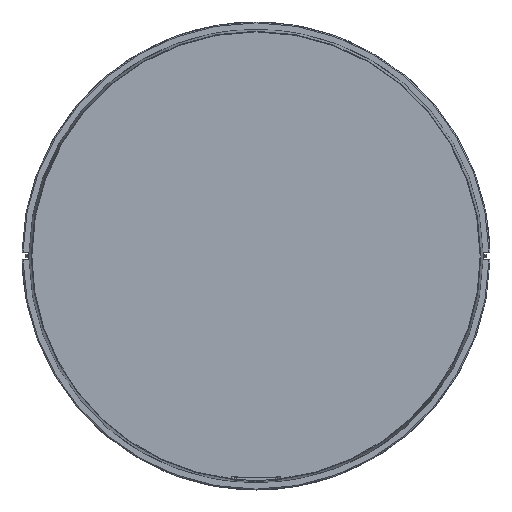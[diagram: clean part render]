
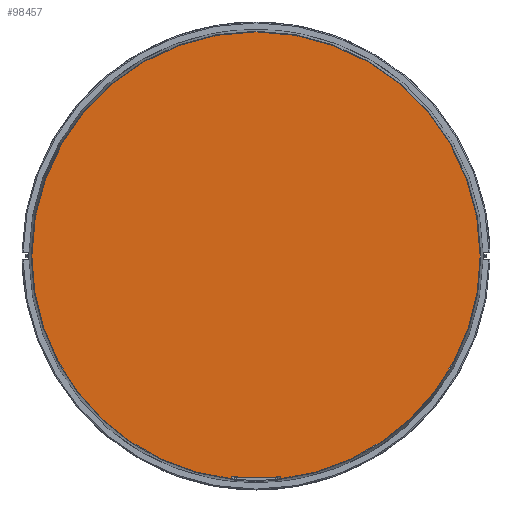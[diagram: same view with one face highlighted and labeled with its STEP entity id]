
A CAD part, left-side view. The second image highlights one B-rep face of the part: STEP entity #98457.
In plain terms, the highlighted planar face has unit normal (-1, 0, 0).
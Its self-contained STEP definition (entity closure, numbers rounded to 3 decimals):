
#97457=CARTESIAN_POINT('Vertex',(0.,74.325,0.)) ;
#97460=CARTESIAN_POINT('Axis2P3D Location',(0.,0.,0.)) ;
#97464=CARTESIAN_POINT('Vertex',(0.,-74.325,0.)) ;
#98372=CARTESIAN_POINT('Axis2P3D Location',(0.,0.,-74.5)) ;
#98377=CARTESIAN_POINT('Axis2P3D Location',(0.,0.,0.)) ;
#98381=CARTESIAN_POINT('Vertex',(0.,-8.222,-73.869)) ;
#98384=CARTESIAN_POINT('Axis2P3D Location',(0.,0.,0.)) ;
#98388=CARTESIAN_POINT('Vertex',(0.,8.222,-73.869)) ;
#98391=CARTESIAN_POINT('Axis2P3D Location',(0.,0.,0.)) ;
#98395=CARTESIAN_POINT('Vertex',(0.,8.216,-73.869)) ;
#98399=CARTESIAN_POINT('Control Point',(0.,8.216,-73.869)) ;
#98400=CARTESIAN_POINT('Control Point',(0.,8.201,-73.871)) ;
#98401=CARTESIAN_POINT('Control Point',(0.,8.186,-73.87)) ;
#98402=CARTESIAN_POINT('Control Point',(0.,8.17,-73.869)) ;
#98403=CARTESIAN_POINT('Control Point',(0.,8.152,-73.864)) ;
#98404=CARTESIAN_POINT('Control Point',(0.,8.135,-73.857)) ;
#98405=CARTESIAN_POINT('Control Point',(0.,8.131,-73.855)) ;
#98406=CARTESIAN_POINT('Control Point',(0.,8.128,-73.853)) ;
#98407=CARTESIAN_POINT('Control Point',(0.,8.124,-73.851)) ;
#98408=CARTESIAN_POINT('Vertex',(0.,8.124,-73.851)) ;
#98411=CARTESIAN_POINT('Line Origine',(0.,8.124,-73.502)) ;
#98415=CARTESIAN_POINT('Vertex',(0.,8.124,-73.153)) ;
#98419=CARTESIAN_POINT('Control Point',(0.,8.124,-73.153)) ;
#98420=CARTESIAN_POINT('Control Point',(0.,4.888,-73.513)) ;
#98421=CARTESIAN_POINT('Control Point',(0.,1.631,-73.693)) ;
#98422=CARTESIAN_POINT('Control Point',(0.,-1.631,-73.693)) ;
#98423=CARTESIAN_POINT('Control Point',(0.,-4.888,-73.513)) ;
#98424=CARTESIAN_POINT('Control Point',(0.,-8.124,-73.153)) ;
#98425=CARTESIAN_POINT('Vertex',(0.,-8.124,-73.153)) ;
#98428=CARTESIAN_POINT('Line Origine',(0.,-8.124,-73.502)) ;
#98432=CARTESIAN_POINT('Vertex',(0.,-8.124,-73.851)) ;
#98436=CARTESIAN_POINT('Control Point',(0.,-8.124,-73.851)) ;
#98437=CARTESIAN_POINT('Control Point',(0.,-8.14,-73.86)) ;
#98438=CARTESIAN_POINT('Control Point',(0.,-8.157,-73.866)) ;
#98439=CARTESIAN_POINT('Control Point',(0.,-8.175,-73.87)) ;
#98440=CARTESIAN_POINT('Control Point',(0.,-8.196,-73.871)) ;
#98441=CARTESIAN_POINT('Control Point',(0.,-8.216,-73.869)) ;
#98442=CARTESIAN_POINT('Control Point',(0.,-8.218,-73.869)) ;
#98443=CARTESIAN_POINT('Control Point',(0.,-8.22,-73.869)) ;
#98444=CARTESIAN_POINT('Control Point',(0.,-8.222,-73.869)) ;
#98413=VECTOR('Line Direction',#98412,1.) ;
#98430=VECTOR('Line Direction',#98429,1.) ;
#97461=DIRECTION('Axis2P3D Direction',(-1.,0.,0.)) ;
#98373=DIRECTION('Axis2P3D Direction',(-1.,0.,0.)) ;
#98374=DIRECTION('Axis2P3D XDirection',(0.,1.,0.)) ;
#98378=DIRECTION('Axis2P3D Direction',(-1.,0.,0.)) ;
#98385=DIRECTION('Axis2P3D Direction',(-1.,0.,0.)) ;
#98392=DIRECTION('Axis2P3D Direction',(-1.,0.,0.)) ;
#98412=DIRECTION('Vector Direction',(0.,0.,-1.)) ;
#98429=DIRECTION('Vector Direction',(0.,0.,-1.)) ;
#97462=AXIS2_PLACEMENT_3D('Circle Axis2P3D',#97460,#97461,$) ;
#98375=AXIS2_PLACEMENT_3D('Plane Axis2P3D',#98372,#98373,#98374) ;
#98379=AXIS2_PLACEMENT_3D('Circle Axis2P3D',#98377,#98378,$) ;
#98386=AXIS2_PLACEMENT_3D('Circle Axis2P3D',#98384,#98385,$) ;
#98393=AXIS2_PLACEMENT_3D('Circle Axis2P3D',#98391,#98392,$) ;
#98414=LINE('Line',#98411,#98413) ;
#98431=LINE('Line',#98428,#98430) ;
#97463=CIRCLE('generated circle',#97462,74.325) ;
#98380=CIRCLE('generated circle',#98379,74.325) ;
#98387=CIRCLE('generated circle',#98386,74.325) ;
#98394=CIRCLE('generated circle',#98393,74.325) ;
#98376=PLANE('',#98375) ;
#97466=EDGE_CURVE('',#97458,#97465,#97463,.F.) ;
#98383=EDGE_CURVE('',#98382,#97465,#98380,.T.) ;
#98390=EDGE_CURVE('',#97458,#98389,#98387,.T.) ;
#98397=EDGE_CURVE('',#98396,#98389,#98394,.F.) ;
#98410=EDGE_CURVE('',#98409,#98396,#98398,.F.) ;
#98417=EDGE_CURVE('',#98416,#98409,#98414,.T.) ;
#98427=EDGE_CURVE('',#98416,#98426,#98418,.T.) ;
#98434=EDGE_CURVE('',#98426,#98433,#98431,.T.) ;
#98445=EDGE_CURVE('',#98433,#98382,#98435,.T.) ;
#98447=ORIENTED_EDGE('',*,*,#98383,.T.) ;
#98448=ORIENTED_EDGE('',*,*,#97466,.F.) ;
#98449=ORIENTED_EDGE('',*,*,#98390,.T.) ;
#98450=ORIENTED_EDGE('',*,*,#98397,.F.) ;
#98451=ORIENTED_EDGE('',*,*,#98410,.F.) ;
#98452=ORIENTED_EDGE('',*,*,#98417,.F.) ;
#98453=ORIENTED_EDGE('',*,*,#98427,.T.) ;
#98454=ORIENTED_EDGE('',*,*,#98434,.T.) ;
#98455=ORIENTED_EDGE('',*,*,#98445,.T.) ;
#98446=EDGE_LOOP('',(#98447,#98448,#98449,#98450,#98451,#98452,#98453,#98454,#98455)) ;
#97458=VERTEX_POINT('',#97457) ;
#97465=VERTEX_POINT('',#97464) ;
#98382=VERTEX_POINT('',#98381) ;
#98389=VERTEX_POINT('',#98388) ;
#98396=VERTEX_POINT('',#98395) ;
#98409=VERTEX_POINT('',#98408) ;
#98416=VERTEX_POINT('',#98415) ;
#98426=VERTEX_POINT('',#98425) ;
#98433=VERTEX_POINT('',#98432) ;
#98457=ADVANCED_FACE('Low',(#98456),#98376,.T.) ;
#98398=B_SPLINE_CURVE_WITH_KNOTS('',5,(#98399,#98400,#98401,#98402,#98403,#98404,#98405,#98406,#98407),.UNSPECIFIED.,.F.,.U.,(6,3,6),(0.009,0.114,0.142),.UNSPECIFIED.) ;
#98418=B_SPLINE_CURVE_WITH_KNOTS('',5,(#98419,#98420,#98421,#98422,#98423,#98424),.UNSPECIFIED.,.F.,.U.,(6,6),(0.,23.026),.UNSPECIFIED.) ;
#98435=B_SPLINE_CURVE_WITH_KNOTS('',5,(#98436,#98437,#98438,#98439,#98440,#98441,#98442,#98443,#98444),.UNSPECIFIED.,.F.,.U.,(6,3,6),(0.,0.206,0.229),.UNSPECIFIED.) ;
#98456=FACE_OUTER_BOUND('',#98446,.T.) ;
